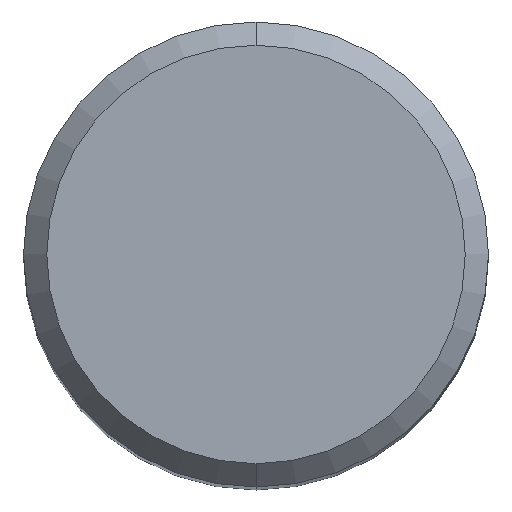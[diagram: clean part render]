
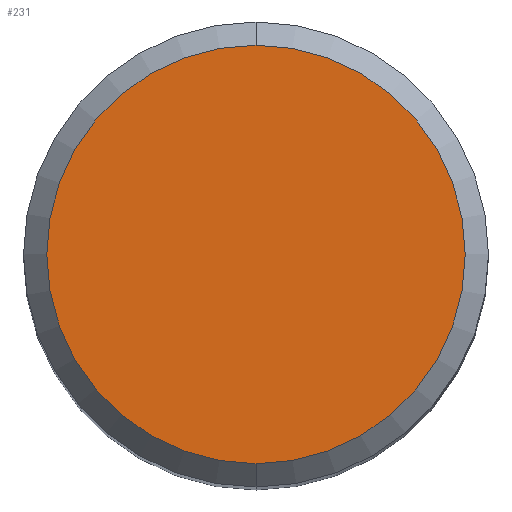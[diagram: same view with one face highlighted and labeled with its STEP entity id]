
A CAD part, top view. The second image highlights one B-rep face of the part: STEP entity #231.
In plain terms, the highlighted planar face has unit normal (0, 0, 1).
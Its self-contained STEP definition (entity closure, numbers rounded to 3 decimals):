
#227=EDGE_CURVE('',#327,#359,#524,.T.);
#231=ADVANCED_FACE('',(#528),#529,.T.);
#327=VERTEX_POINT('',#634);
#359=VERTEX_POINT('',#671);
#373=EDGE_CURVE('',#359,#327,#686,.T.);
#524=CIRCLE('',#922,4.5);
#528=FACE_OUTER_BOUND('',#928,.T.);
#529=PLANE('',#929);
#634=CARTESIAN_POINT('',(0.0,4.5,0.));
#671=CARTESIAN_POINT('',(0.,-4.5,0.));
#686=CIRCLE('',#1253,4.5);
#922=AXIS2_PLACEMENT_3D('',#1479,#1480,#1481);
#928=EDGE_LOOP('',(#1484,#1485));
#929=AXIS2_PLACEMENT_3D('',#1486,#1487,#1488);
#1253=AXIS2_PLACEMENT_3D('',#1667,#1668,#1669);
#1479=CARTESIAN_POINT('',(0.0,0.0,0.));
#1480=DIRECTION('',(0.0,0.0,-1.0));
#1481=DIRECTION('',(0.0,1.0,0.0));
#1484=ORIENTED_EDGE('',*,*,#227,.F.);
#1485=ORIENTED_EDGE('',*,*,#373,.F.);
#1486=CARTESIAN_POINT('',(0.0,2.25,0.));
#1487=DIRECTION('',(-0.0,0.0,1.0));
#1488=DIRECTION('',(0.0,-1.0,0.0));
#1667=CARTESIAN_POINT('',(0.0,0.0,0.));
#1668=DIRECTION('',(0.0,0.0,-1.0));
#1669=DIRECTION('',(0.0,1.0,0.0));
